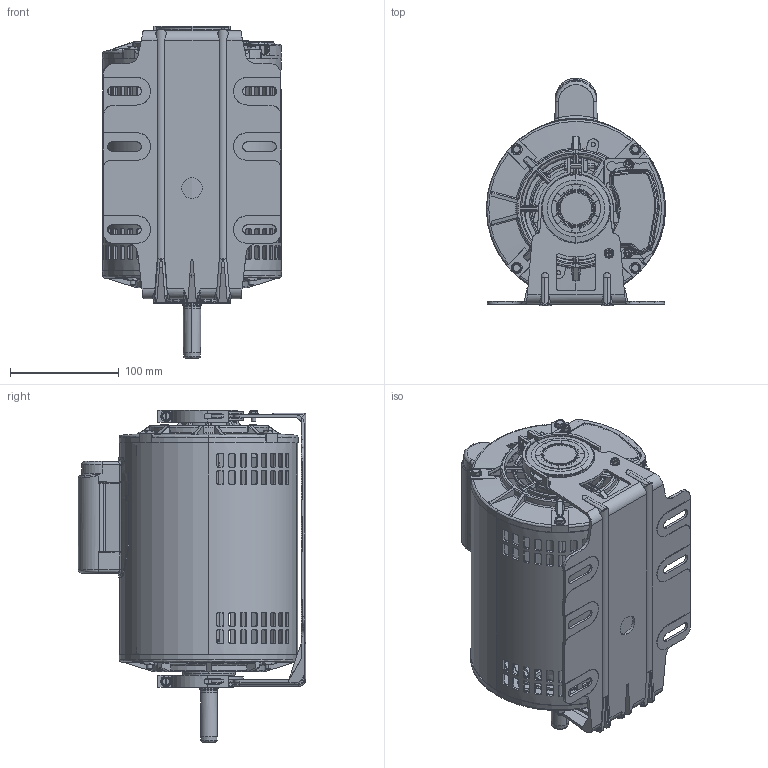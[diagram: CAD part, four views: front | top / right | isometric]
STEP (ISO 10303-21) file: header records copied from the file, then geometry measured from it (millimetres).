
FILE_DESCRIPTION (( 'STEP AP214' ), '1' );
FILE_NAME ('D118 SS403620-825 ORIG 1coord 1.STEP', '2019-04-09T20:19:42', ( '' ), ( '' ), 'SwSTEP 2.0', 'SolidWorks 2017', '' );
FILE_SCHEMA (( 'AUTOMOTIVE_DESIGN' ));
Length unit declared in the file: inch
Products named in the file (1): D118 SS403620-825 ORIG 1coord 1
Bounding box: 164.57 x 208.78 x 304.66 mm (x, y, z)
Volume: 637095.1 mm3; surface area: 544685.3 mm2
Topology: 34 solids, 34 shells, 4350 faces, 11609 edges, 7347 vertices
Faces by surface type: plane 1613, bspline 1188, cylinder 947, cone 602
Entity records: 210997 total; most frequent: CARTESIAN_POINT 110846, ORIENTED_EDGE 23086, DIRECTION 17968, EDGE_CURVE 11543, VERTEX_POINT 7347, AXIS2_PLACEMENT_3D 6741, EDGE_LOOP 4726, LINE 4486
